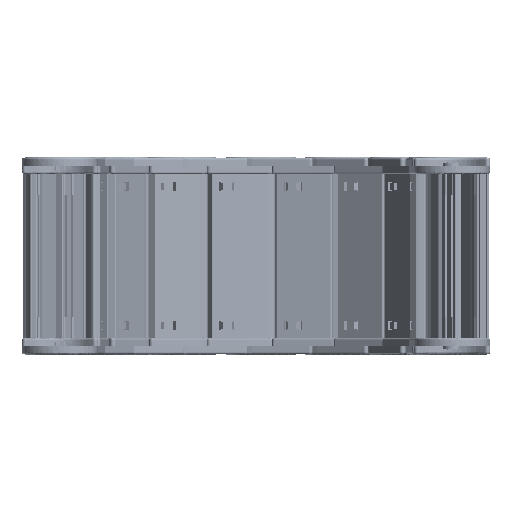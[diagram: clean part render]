
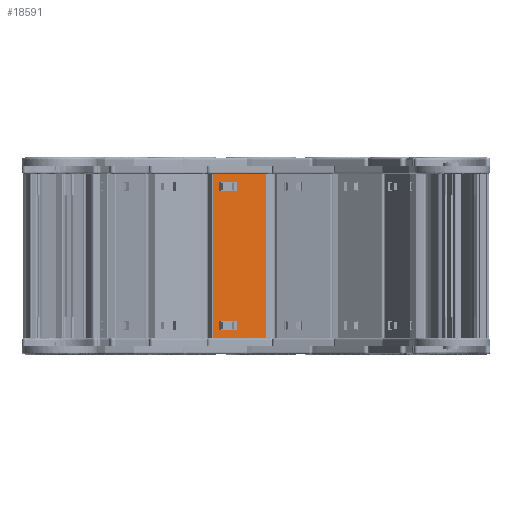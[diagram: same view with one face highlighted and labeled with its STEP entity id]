
A CAD part, left-side view. The second image highlights one B-rep face of the part: STEP entity #18591.
In plain terms, the highlighted face is planar.
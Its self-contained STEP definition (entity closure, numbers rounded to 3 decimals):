
#428 = VECTOR ( 'NONE', #7613, 1000. ) ;
#927 = EDGE_CURVE ( 'NONE', #11358, #20855, #10920, .T. ) ;
#1216 = CARTESIAN_POINT ( 'NONE',  ( -61.76, 200.254, 11.547 ) ) ;
#1396 = ORIENTED_EDGE ( 'NONE', *, *, #19927, .F. ) ;
#1429 = LINE ( 'NONE', #25454, #30966 ) ;
#1670 = CARTESIAN_POINT ( 'NONE',  ( -61.76, 200.254, 11.547 ) ) ;
#1961 = EDGE_CURVE ( 'NONE', #10703, #26895, #5461, .T. ) ;
#2003 = EDGE_CURVE ( 'NONE', #26759, #10703, #28777, .T. ) ;
#2547 = DIRECTION ( 'NONE',  ( 0., -1., 0. ) ) ;
#2712 = DIRECTION ( 'NONE',  ( 0., 0., 1. ) ) ;
#3318 = CARTESIAN_POINT ( 'NONE',  ( -39.28, 200.254, 124.497 ) ) ;
#3388 = EDGE_LOOP ( 'NONE', ( #32152, #8412, #27503, #17959 ) ) ;
#4226 = CARTESIAN_POINT ( 'NONE',  ( -80.98, 200.254, -1.503 ) ) ;
#4562 = CARTESIAN_POINT ( 'NONE',  ( -39.28, 200.254, -57.122 ) ) ;
#4698 = CARTESIAN_POINT ( 'NONE',  ( -61.76, 200.254, 5.247 ) ) ;
#4772 = LINE ( 'NONE', #13584, #24977 ) ;
#4812 = CARTESIAN_POINT ( 'NONE',  ( -75.76, 200.254, 111.447 ) ) ;
#4882 = VERTEX_POINT ( 'NONE', #29581 ) ;
#5355 = LINE ( 'NONE', #24125, #14288 ) ;
#5461 = LINE ( 'NONE', #4812, #19829 ) ;
#5605 = EDGE_CURVE ( 'NONE', #26895, #9551, #18067, .T. ) ;
#6041 = VERTEX_POINT ( 'NONE', #15229 ) ;
#6200 = LINE ( 'NONE', #4698, #10834 ) ;
#6532 = DIRECTION ( 'NONE',  ( 1., 0., 0. ) ) ;
#6602 = VECTOR ( 'NONE', #26299, 1000. ) ;
#7121 = CARTESIAN_POINT ( 'NONE',  ( -75.76, 200.254, 11.547 ) ) ;
#7172 = DIRECTION ( 'NONE',  ( -1., 0., 0. ) ) ;
#7182 = ORIENTED_EDGE ( 'NONE', *, *, #13184, .F. ) ;
#7555 = DIRECTION ( 'NONE',  ( 1., 0., 0. ) ) ;
#7613 = DIRECTION ( 'NONE',  ( 0., 0., -1. ) ) ;
#8000 = VERTEX_POINT ( 'NONE', #14001 ) ;
#8104 = EDGE_CURVE ( 'NONE', #9551, #26759, #4772, .T. ) ;
#8412 = ORIENTED_EDGE ( 'NONE', *, *, #1961, .F. ) ;
#8748 = EDGE_CURVE ( 'NONE', #6041, #9196, #19535, .T. ) ;
#9196 = VERTEX_POINT ( 'NONE', #1670 ) ;
#9551 = VERTEX_POINT ( 'NONE', #29597 ) ;
#9824 = CARTESIAN_POINT ( 'NONE',  ( -75.76, 200.254, 5.247 ) ) ;
#9844 = FACE_BOUND ( 'NONE', #15941, .T. ) ;
#9995 = CARTESIAN_POINT ( 'NONE',  ( -75.76, 200.254, 5.247 ) ) ;
#10096 = DIRECTION ( 'NONE',  ( 0., 0., 1. ) ) ;
#10109 = EDGE_CURVE ( 'NONE', #28863, #6041, #23409, .T. ) ;
#10703 = VERTEX_POINT ( 'NONE', #15527 ) ;
#10834 = VECTOR ( 'NONE', #7172, 1000. ) ;
#10920 = LINE ( 'NONE', #16043, #16002 ) ;
#11358 = VERTEX_POINT ( 'NONE', #4226 ) ;
#12709 = DIRECTION ( 'NONE',  ( -1., 0., 0. ) ) ;
#13023 = ORIENTED_EDGE ( 'NONE', *, *, #8748, .F. ) ;
#13184 = EDGE_CURVE ( 'NONE', #8000, #28863, #6200, .T. ) ;
#13584 = CARTESIAN_POINT ( 'NONE',  ( -61.76, 200.254, 117.747 ) ) ;
#13764 = FACE_OUTER_BOUND ( 'NONE', #31364, .T. ) ;
#14001 = CARTESIAN_POINT ( 'NONE',  ( -61.76, 200.254, 5.247 ) ) ;
#14288 = VECTOR ( 'NONE', #6532, 1000. ) ;
#15229 = CARTESIAN_POINT ( 'NONE',  ( -75.76, 200.254, 11.547 ) ) ;
#15527 = CARTESIAN_POINT ( 'NONE',  ( -61.76, 200.254, 111.447 ) ) ;
#15661 = VECTOR ( 'NONE', #7555, 1000. ) ;
#15838 = EDGE_CURVE ( 'NONE', #11358, #4882, #1429, .T. ) ;
#15941 = EDGE_LOOP ( 'NONE', ( #13023, #29986, #7182, #23195 ) ) ;
#16002 = VECTOR ( 'NONE', #25828, 1000. ) ;
#16043 = CARTESIAN_POINT ( 'NONE',  ( -80.98, 200.254, -57.122 ) ) ;
#16052 = VECTOR ( 'NONE', #2712, 1000. ) ;
#16077 = DIRECTION ( 'NONE',  ( 1., 0., 0. ) ) ;
#17418 = CARTESIAN_POINT ( 'NONE',  ( -39.28, 200.254, -57.122 ) ) ;
#17957 = DIRECTION ( 'NONE',  ( 1., 0., 0. ) ) ;
#17959 = ORIENTED_EDGE ( 'NONE', *, *, #8104, .F. ) ;
#18067 = LINE ( 'NONE', #31516, #25452 ) ;
#18591 = ADVANCED_FACE ( 'NONE', ( #20358, #13764, #9844 ), #27280, .F. ) ;
#19535 = LINE ( 'NONE', #7121, #15661 ) ;
#19829 = VECTOR ( 'NONE', #12709, 1000. ) ;
#19927 = EDGE_CURVE ( 'NONE', #4882, #21726, #29245, .T. ) ;
#20358 = FACE_BOUND ( 'NONE', #3388, .T. ) ;
#20855 = VERTEX_POINT ( 'NONE', #23763 ) ;
#21726 = VERTEX_POINT ( 'NONE', #3318 ) ;
#21824 = VECTOR ( 'NONE', #10096, 1000. ) ;
#21896 = AXIS2_PLACEMENT_3D ( 'NONE', #17418, #2547, #22209 ) ;
#22193 = ORIENTED_EDGE ( 'NONE', *, *, #15838, .F. ) ;
#22209 = DIRECTION ( 'NONE',  ( 0., 0., 1. ) ) ;
#23046 = ORIENTED_EDGE ( 'NONE', *, *, #25416, .T. ) ;
#23195 = ORIENTED_EDGE ( 'NONE', *, *, #23594, .F. ) ;
#23409 = LINE ( 'NONE', #9995, #21824 ) ;
#23594 = EDGE_CURVE ( 'NONE', #9196, #8000, #29906, .T. ) ;
#23763 = CARTESIAN_POINT ( 'NONE',  ( -80.98, 200.254, 124.497 ) ) ;
#24125 = CARTESIAN_POINT ( 'NONE',  ( -39.28, 200.254, 124.497 ) ) ;
#24977 = VECTOR ( 'NONE', #16077, 1000. ) ;
#25323 = ORIENTED_EDGE ( 'NONE', *, *, #927, .T. ) ;
#25416 = EDGE_CURVE ( 'NONE', #20855, #21726, #5355, .T. ) ;
#25452 = VECTOR ( 'NONE', #29010, 1000. ) ;
#25454 = CARTESIAN_POINT ( 'NONE',  ( -39.28, 200.254, -1.503 ) ) ;
#25828 = DIRECTION ( 'NONE',  ( 0., 0., 1. ) ) ;
#26299 = DIRECTION ( 'NONE',  ( 0., 0., -1. ) ) ;
#26759 = VERTEX_POINT ( 'NONE', #28956 ) ;
#26895 = VERTEX_POINT ( 'NONE', #29268 ) ;
#27280 = PLANE ( 'NONE',  #21896 ) ;
#27503 = ORIENTED_EDGE ( 'NONE', *, *, #2003, .F. ) ;
#28777 = LINE ( 'NONE', #29996, #428 ) ;
#28863 = VERTEX_POINT ( 'NONE', #9824 ) ;
#28956 = CARTESIAN_POINT ( 'NONE',  ( -61.76, 200.254, 117.747 ) ) ;
#29010 = DIRECTION ( 'NONE',  ( 0., 0., 1. ) ) ;
#29245 = LINE ( 'NONE', #4562, #16052 ) ;
#29268 = CARTESIAN_POINT ( 'NONE',  ( -75.76, 200.254, 111.447 ) ) ;
#29581 = CARTESIAN_POINT ( 'NONE',  ( -39.28, 200.254, -1.503 ) ) ;
#29597 = CARTESIAN_POINT ( 'NONE',  ( -75.76, 200.254, 117.747 ) ) ;
#29906 = LINE ( 'NONE', #1216, #6602 ) ;
#29986 = ORIENTED_EDGE ( 'NONE', *, *, #10109, .F. ) ;
#29996 = CARTESIAN_POINT ( 'NONE',  ( -61.76, 200.254, 111.447 ) ) ;
#30966 = VECTOR ( 'NONE', #17957, 1000. ) ;
#31364 = EDGE_LOOP ( 'NONE', ( #1396, #22193, #25323, #23046 ) ) ;
#31516 = CARTESIAN_POINT ( 'NONE',  ( -75.76, 200.254, 117.747 ) ) ;
#32152 = ORIENTED_EDGE ( 'NONE', *, *, #5605, .F. ) ;
